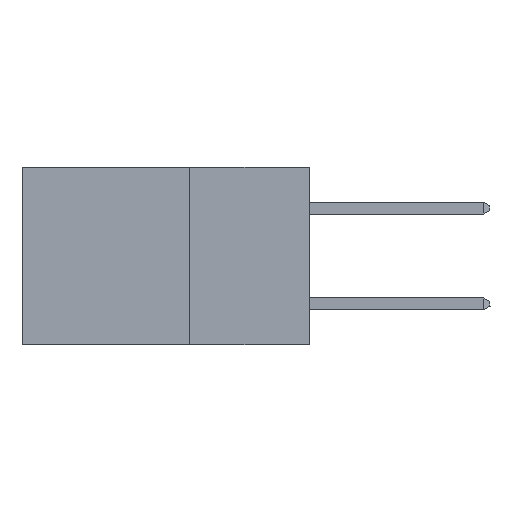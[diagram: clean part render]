
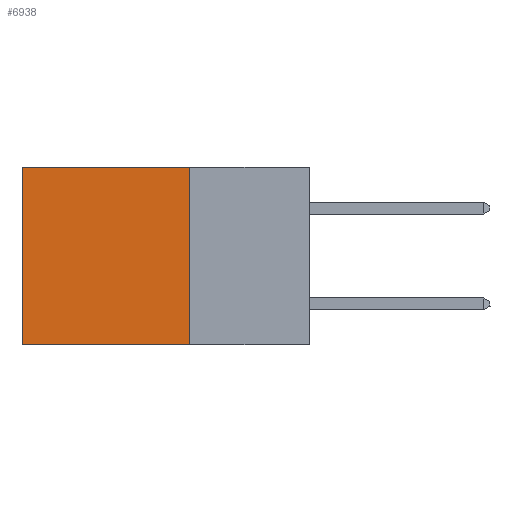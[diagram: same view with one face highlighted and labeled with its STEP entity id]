
A CAD part, left-side view. The second image highlights one B-rep face of the part: STEP entity #6938.
In plain terms, the highlighted planar face has unit normal (-1, 0, 0).
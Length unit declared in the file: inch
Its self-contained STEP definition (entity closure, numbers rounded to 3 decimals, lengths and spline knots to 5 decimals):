
#1714 = VECTOR ( 'NONE', #7720, 39.37008 ) ;
#2716 = CARTESIAN_POINT ( 'NONE',  ( 0.2875, 0.6, 0. ) ) ;
#2861 = LINE ( 'NONE', #29604, #27814 ) ;
#3429 = CARTESIAN_POINT ( 'NONE',  ( 0.2875, 0.25, -0.37 ) ) ;
#5325 = AXIS2_PLACEMENT_3D ( 'NONE', #26626, #21714, #23927 ) ;
#6869 = VERTEX_POINT ( 'NONE', #29331 ) ;
#6938 = ADVANCED_FACE ( 'NONE', ( #12001 ), #22177, .F. ) ;
#7321 = EDGE_CURVE ( 'NONE', #16716, #6869, #9878, .T. ) ;
#7720 = DIRECTION ( 'NONE',  ( 0., 1., 0. ) ) ;
#7780 = EDGE_CURVE ( 'NONE', #10650, #11026, #29523, .T. ) ;
#7999 = LINE ( 'NONE', #17877, #24534 ) ;
#8755 = EDGE_CURVE ( 'NONE', #10650, #16716, #2861, .T. ) ;
#9633 = EDGE_CURVE ( 'NONE', #11026, #6869, #7999, .T. ) ;
#9878 = LINE ( 'NONE', #19285, #28185 ) ;
#10650 = VERTEX_POINT ( 'NONE', #25418 ) ;
#11026 = VERTEX_POINT ( 'NONE', #2716 ) ;
#12001 = FACE_OUTER_BOUND ( 'NONE', #28836, .T. ) ;
#13278 = ORIENTED_EDGE ( 'NONE', *, *, #9633, .T. ) ;
#16716 = VERTEX_POINT ( 'NONE', #3429 ) ;
#17877 = CARTESIAN_POINT ( 'NONE',  ( 0.2875, 0.6, 0. ) ) ;
#19285 = CARTESIAN_POINT ( 'NONE',  ( 0.2875, 0.25, -0.37 ) ) ;
#20225 = ORIENTED_EDGE ( 'NONE', *, *, #8755, .F. ) ;
#20376 = DIRECTION ( 'NONE',  ( 0., 0., -1. ) ) ;
#20459 = ORIENTED_EDGE ( 'NONE', *, *, #7780, .T. ) ;
#21714 = DIRECTION ( 'NONE',  ( 1., 0., 0. ) ) ;
#22177 = PLANE ( 'NONE',  #5325 ) ;
#23927 = DIRECTION ( 'NONE',  ( 0., 0., -1. ) ) ;
#24534 = VECTOR ( 'NONE', #24865, 39.37008 ) ;
#24865 = DIRECTION ( 'NONE',  ( 0., 0., -1. ) ) ;
#25418 = CARTESIAN_POINT ( 'NONE',  ( 0.2875, 0.25, 0. ) ) ;
#26626 = CARTESIAN_POINT ( 'NONE',  ( 0.2875, 0.25, 0. ) ) ;
#27814 = VECTOR ( 'NONE', #20376, 39.37008 ) ;
#28185 = VECTOR ( 'NONE', #28973, 39.37008 ) ;
#28836 = EDGE_LOOP ( 'NONE', ( #13278, #30452, #20225, #20459 ) ) ;
#28973 = DIRECTION ( 'NONE',  ( 0., 1., 0. ) ) ;
#29209 = CARTESIAN_POINT ( 'NONE',  ( 0.2875, 0.25, 0. ) ) ;
#29331 = CARTESIAN_POINT ( 'NONE',  ( 0.2875, 0.6, -0.37 ) ) ;
#29523 = LINE ( 'NONE', #29209, #1714 ) ;
#29604 = CARTESIAN_POINT ( 'NONE',  ( 0.2875, 0.25, 0. ) ) ;
#30452 = ORIENTED_EDGE ( 'NONE', *, *, #7321, .F. ) ;
